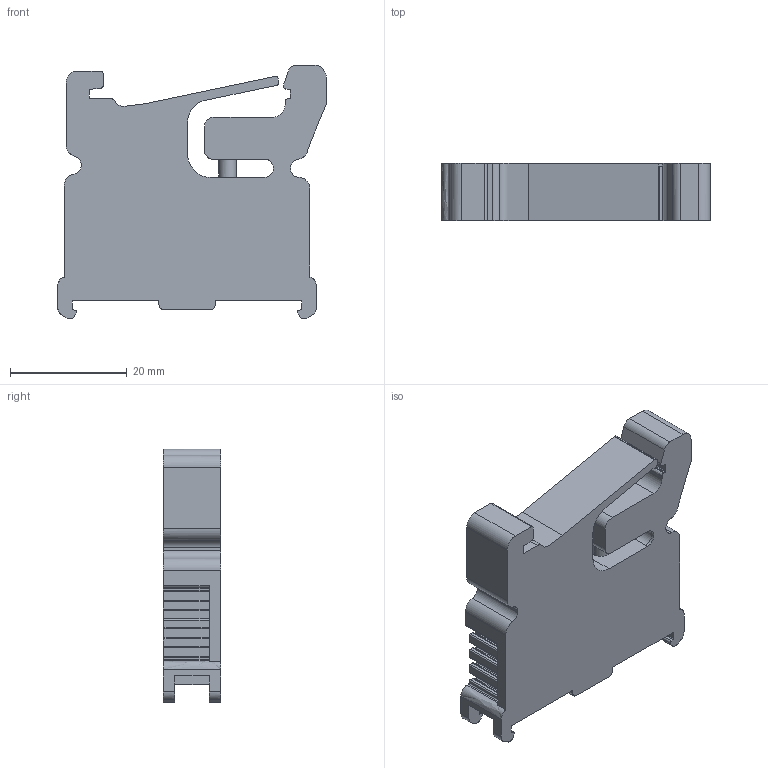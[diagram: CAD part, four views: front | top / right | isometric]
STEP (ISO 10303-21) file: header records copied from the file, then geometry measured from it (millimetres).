
FILE_DESCRIPTION (( 'STEP AP203' ), '1' );
FILE_NAME ('MRK ve OPK Durdurucu- Büyük Boy .STEP', '2020-03-18T13:47:05', ( '' ), ( '' ), 'SwSTEP 2.0', 'SolidWorks 2011', '' );
FILE_SCHEMA (( 'CONFIG_CONTROL_DESIGN' ));
Length unit declared in the file: millimetre
Products named in the file (1): MRK ve OPK Durdurucu- B鼀黭 Boy 
Bounding box: 46.02 x 9.8 x 43.5 mm (x, y, z)
Volume: 13136.9 mm3; surface area: 6418.7 mm2
Topology: 1 solids, 2 shells, 337 faces, 975 edges, 646 vertices
Faces by surface type: bspline 177, plane 148, cylinder 9, cone 3
Entity records: 11884 total; most frequent: CARTESIAN_POINT 4589, ORIENTED_EDGE 1950, DIRECTION 988, EDGE_CURVE 975, VERTEX_POINT 646, LINE 620, VECTOR 620, EDGE_LOOP 345
